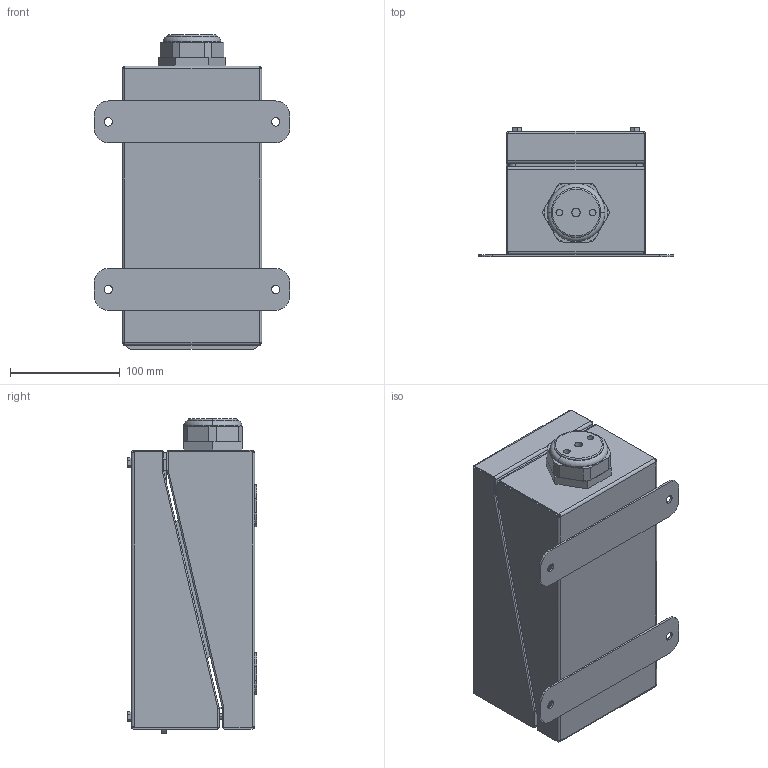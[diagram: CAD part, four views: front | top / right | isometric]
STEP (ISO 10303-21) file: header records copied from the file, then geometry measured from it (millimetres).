
FILE_DESCRIPTION((''),'2;1');
FILE_NAME('159664_SW','2012-04-23T',('banengservice'),('BANNER ENGINEERING'),'PRO/ENGINEER BY PARAMETRIC TECHNOLOGY CORPORATION, 2009141','PRO/ENGINEER BY PARAMETRIC TECHNOLOGY CORPORATION, 2009141','');
FILE_SCHEMA(('CONFIG_CONTROL_DESIGN'));
Length unit declared in the file: inch
Products named in the file (1): 159664_SW
Bounding box: 177.8 x 117.83 x 285.93 mm (x, y, z)
Volume: 319039.6 mm3; surface area: 406975.1 mm2
Topology: 8 solids, 9 shells, 571 faces, 1359 edges, 830 vertices
Faces by surface type: plane 347, cylinder 182, cone 34, torus 4, bspline 4
Entity records: 17357 total; most frequent: CARTESIAN_POINT 3885, DIRECTION 2847, ORIENTED_EDGE 2718, EDGE_CURVE 1359, AXIS2_PLACEMENT_3D 996, VECTOR 855, LINE 855, VERTEX_POINT 830
